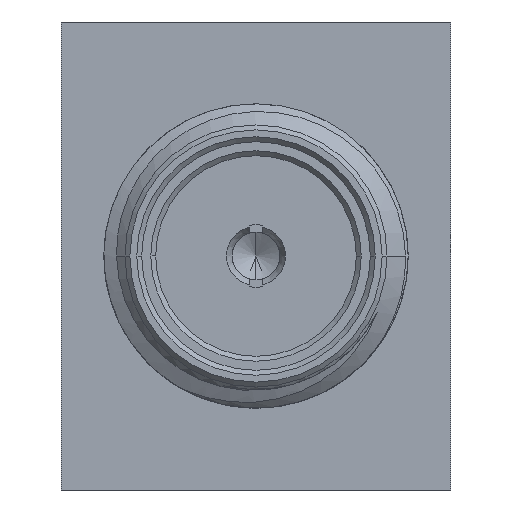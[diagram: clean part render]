
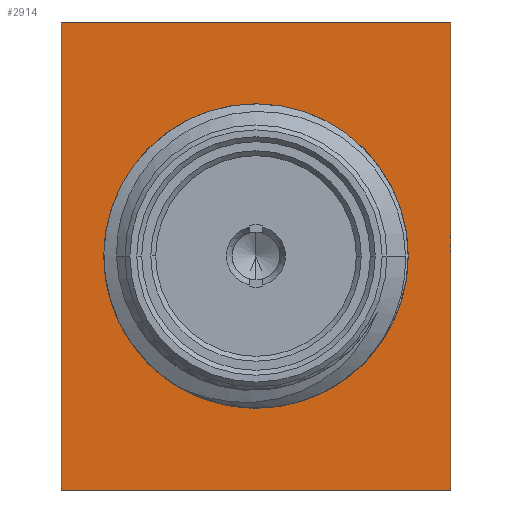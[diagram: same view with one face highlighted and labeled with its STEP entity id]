
A CAD part, left-side view. The second image highlights one B-rep face of the part: STEP entity #2914.
In plain terms, the highlighted planar face has unit normal (-1, 0, 0).
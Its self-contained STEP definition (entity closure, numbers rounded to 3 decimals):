
#259=DIRECTION('',(0.,0.,-1.));
#260=VECTOR('',#259,9.52);
#261=CARTESIAN_POINT('',(-1.27,3.96,4.76));
#262=LINE('',#261,#260);
#263=DIRECTION('',(0.,1.,0.));
#264=VECTOR('',#263,7.92);
#265=CARTESIAN_POINT('',(-1.27,-3.96,4.76));
#266=LINE('',#265,#264);
#267=DIRECTION('',(0.,0.,1.));
#268=VECTOR('',#267,9.52);
#269=CARTESIAN_POINT('',(-1.27,-3.96,-4.76));
#270=LINE('',#269,#268);
#271=DIRECTION('',(0.,-1.,0.));
#272=VECTOR('',#271,7.92);
#273=CARTESIAN_POINT('',(-1.27,3.96,-4.76));
#274=LINE('',#273,#272);
#284=CARTESIAN_POINT('',(-1.27,0.,0.));
#285=DIRECTION('',(1.,0.,0.));
#286=DIRECTION('',(0.,1.,0.));
#287=AXIS2_PLACEMENT_3D('',#284,#285,#286);
#308=CARTESIAN_POINT('',(-1.27,0.,0.));
#309=DIRECTION('',(-1.,0.,0.));
#310=DIRECTION('',(0.,1.,0.));
#311=AXIS2_PLACEMENT_3D('',#308,#309,#310);
#2271=CARTESIAN_POINT('',(-1.27,2.665,0.));
#2272=CARTESIAN_POINT('',(-1.27,-2.665,0.));
#2273=VERTEX_POINT('',#2271);
#2274=VERTEX_POINT('',#2272);
#2291=CARTESIAN_POINT('',(-1.27,3.96,4.76));
#2292=CARTESIAN_POINT('',(-1.27,3.96,-4.76));
#2293=VERTEX_POINT('',#2291);
#2294=VERTEX_POINT('',#2292);
#2295=CARTESIAN_POINT('',(-1.27,-3.96,-4.76));
#2296=VERTEX_POINT('',#2295);
#2297=CARTESIAN_POINT('',(-1.27,-3.96,4.76));
#2298=VERTEX_POINT('',#2297);
#2897=CARTESIAN_POINT('',(-1.27,0.,0.));
#2898=DIRECTION('',(-1.,0.,0.));
#2899=DIRECTION('',(0.,1.,0.));
#2900=AXIS2_PLACEMENT_3D('',#2897,#2898,#2899);
#2901=PLANE('',#2900);
#2902=ORIENTED_EDGE('',*,*,#2721,.F.);
#2903=ORIENTED_EDGE('',*,*,#2745,.F.);
#2904=ORIENTED_EDGE('',*,*,#2880,.F.);
#2905=ORIENTED_EDGE('',*,*,#2637,.F.);
#2906=EDGE_LOOP('',(#2902,#2903,#2904,#2905));
#2907=FACE_OUTER_BOUND('',#2906,.F.);
#2909=ORIENTED_EDGE('',*,*,#2908,.F.);
#2911=ORIENTED_EDGE('',*,*,#2910,.T.);
#2912=EDGE_LOOP('',(#2909,#2911));
#2913=FACE_BOUND('',#2912,.F.);
#2914=ADVANCED_FACE('',(#2907,#2913),#2901,.T.);
#288=CIRCLE('',#287,2.665);
#312=CIRCLE('',#311,2.665);
#2637=EDGE_CURVE('',#2294,#2296,#274,.T.);
#2721=EDGE_CURVE('',#2293,#2294,#262,.T.);
#2745=EDGE_CURVE('',#2298,#2293,#266,.T.);
#2880=EDGE_CURVE('',#2296,#2298,#270,.T.);
#2908=EDGE_CURVE('',#2273,#2274,#288,.T.);
#2910=EDGE_CURVE('',#2273,#2274,#312,.T.);
